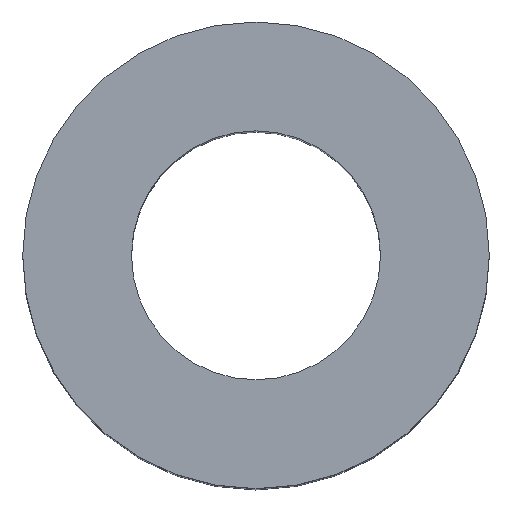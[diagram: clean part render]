
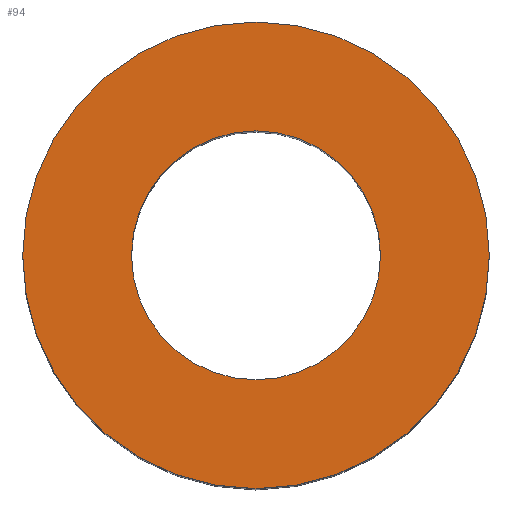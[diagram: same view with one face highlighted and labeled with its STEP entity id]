
A CAD part, top view. The second image highlights one B-rep face of the part: STEP entity #94.
In plain terms, the highlighted planar face has unit normal (0, 0, 1).
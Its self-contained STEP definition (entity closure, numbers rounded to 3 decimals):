
#18 = CARTESIAN_POINT ( 'NONE',  ( -4., 0., 24. ) ) ;
#36 = PLANE ( 'NONE',  #155 ) ;
#45 = CARTESIAN_POINT ( 'NONE',  ( 0., 0., 24. ) ) ;
#55 = DIRECTION ( 'NONE',  ( 1., 0., 0. ) ) ;
#68 = DIRECTION ( 'NONE',  ( 0., 0., 1. ) ) ;
#94 = ADVANCED_FACE ( 'NONE', ( #343, #588 ), #36, .T. ) ;
#104 = CIRCLE ( 'NONE', #545, 4. ) ;
#140 = EDGE_LOOP ( 'NONE', ( #390, #193 ) ) ;
#141 = CARTESIAN_POINT ( 'NONE',  ( 0., 0., 24. ) ) ;
#143 = EDGE_CURVE ( 'NONE', #746, #459, #804, .T. ) ;
#155 = AXIS2_PLACEMENT_3D ( 'NONE', #487, #68, #741 ) ;
#189 = DIRECTION ( 'NONE',  ( 0., 0., -1. ) ) ;
#193 = ORIENTED_EDGE ( 'NONE', *, *, #143, .T. ) ;
#214 = CIRCLE ( 'NONE', #445, 7.5 ) ;
#235 = AXIS2_PLACEMENT_3D ( 'NONE', #701, #512, #592 ) ;
#290 = CARTESIAN_POINT ( 'NONE',  ( 7.5, 0., 24. ) ) ;
#307 = VERTEX_POINT ( 'NONE', #759 ) ;
#334 = VERTEX_POINT ( 'NONE', #290 ) ;
#335 = DIRECTION ( 'NONE',  ( 1., 0., 0. ) ) ;
#336 = CARTESIAN_POINT ( 'NONE',  ( 4., 0., 24. ) ) ;
#343 = FACE_BOUND ( 'NONE', #140, .T. ) ;
#365 = ORIENTED_EDGE ( 'NONE', *, *, #455, .F. ) ;
#379 = ORIENTED_EDGE ( 'NONE', *, *, #698, .F. ) ;
#381 = EDGE_CURVE ( 'NONE', #459, #746, #104, .T. ) ;
#390 = ORIENTED_EDGE ( 'NONE', *, *, #381, .T. ) ;
#425 = CIRCLE ( 'NONE', #235, 7.5 ) ;
#445 = AXIS2_PLACEMENT_3D ( 'NONE', #585, #447, #335 ) ;
#447 = DIRECTION ( 'NONE',  ( 0., 0., -1. ) ) ;
#448 = AXIS2_PLACEMENT_3D ( 'NONE', #141, #189, #625 ) ;
#455 = EDGE_CURVE ( 'NONE', #307, #334, #425, .T. ) ;
#459 = VERTEX_POINT ( 'NONE', #336 ) ;
#487 = CARTESIAN_POINT ( 'NONE',  ( 0., 0., 24. ) ) ;
#512 = DIRECTION ( 'NONE',  ( 0., 0., -1. ) ) ;
#534 = DIRECTION ( 'NONE',  ( 0., 0., -1. ) ) ;
#545 = AXIS2_PLACEMENT_3D ( 'NONE', #45, #534, #55 ) ;
#585 = CARTESIAN_POINT ( 'NONE',  ( 0., 0., 24. ) ) ;
#588 = FACE_OUTER_BOUND ( 'NONE', #616, .T. ) ;
#592 = DIRECTION ( 'NONE',  ( 1., 0., 0. ) ) ;
#616 = EDGE_LOOP ( 'NONE', ( #379, #365 ) ) ;
#625 = DIRECTION ( 'NONE',  ( 1., 0., 0. ) ) ;
#698 = EDGE_CURVE ( 'NONE', #334, #307, #214, .T. ) ;
#701 = CARTESIAN_POINT ( 'NONE',  ( 0., 0., 24. ) ) ;
#741 = DIRECTION ( 'NONE',  ( 1., 0., 0. ) ) ;
#746 = VERTEX_POINT ( 'NONE', #18 ) ;
#759 = CARTESIAN_POINT ( 'NONE',  ( -7.5, 0., 24. ) ) ;
#804 = CIRCLE ( 'NONE', #448, 4. ) ;
